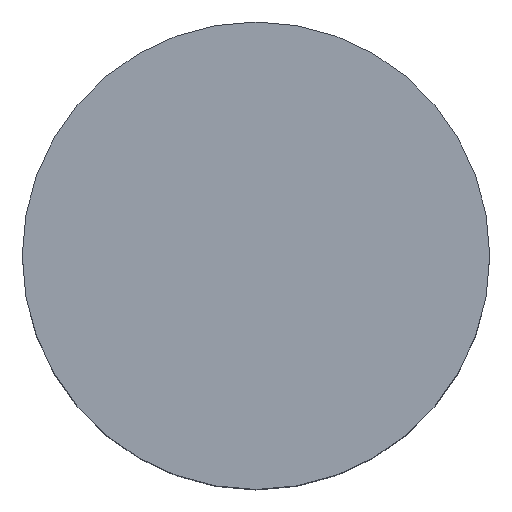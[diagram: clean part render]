
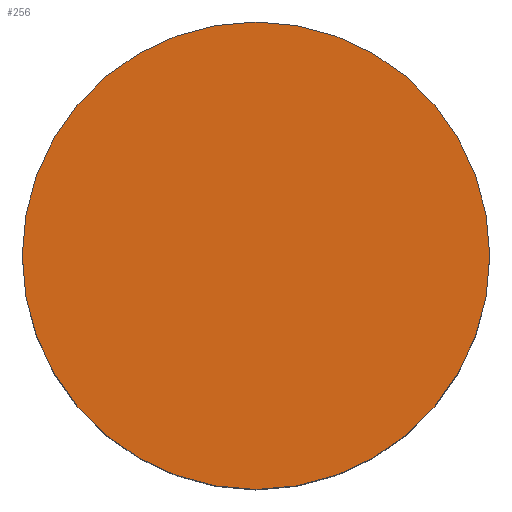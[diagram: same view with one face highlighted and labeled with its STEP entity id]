
A CAD part, top view. The second image highlights one B-rep face of the part: STEP entity #256.
In plain terms, the highlighted planar face has unit normal (0, 0, 1).
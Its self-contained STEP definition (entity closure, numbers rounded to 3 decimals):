
#39 = VERTEX_POINT('',#40);
#40 = CARTESIAN_POINT('',(7.52,0.,6.));
#47 = CYLINDRICAL_SURFACE('',#48,4.6);
#48 = AXIS2_PLACEMENT_3D('',#49,#50,#51);
#49 = CARTESIAN_POINT('',(2.92,0.,0.));
#50 = DIRECTION('',(-0.,-0.,-1.));
#51 = DIRECTION('',(1.,0.,0.));
#59 = CYLINDRICAL_SURFACE('',#60,4.6);
#60 = AXIS2_PLACEMENT_3D('',#61,#62,#63);
#61 = CARTESIAN_POINT('',(2.92,0.,0.));
#62 = DIRECTION('',(-0.,-0.,-1.));
#63 = DIRECTION('',(1.,0.,0.));
#71 = EDGE_CURVE('',#39,#72,#74,.T.);
#72 = VERTEX_POINT('',#73);
#73 = CARTESIAN_POINT('',(-1.68,0.,6.));
#74 = SURFACE_CURVE('',#75,(#80,#87),.PCURVE_S1.);
#75 = CIRCLE('',#76,4.6);
#76 = AXIS2_PLACEMENT_3D('',#77,#78,#79);
#77 = CARTESIAN_POINT('',(2.92,0.,6.));
#78 = DIRECTION('',(0.,0.,1.));
#79 = DIRECTION('',(1.,0.,0.));
#80 = PCURVE('',#47,#81);
#81 = DEFINITIONAL_REPRESENTATION('',(#82),#86);
#82 = LINE('',#83,#84);
#83 = CARTESIAN_POINT('',(-0.,-6.));
#84 = VECTOR('',#85,1.);
#85 = DIRECTION('',(-1.,0.));
#86 = ( GEOMETRIC_REPRESENTATION_CONTEXT(2) 
PARAMETRIC_REPRESENTATION_CONTEXT() REPRESENTATION_CONTEXT('2D SPACE',''
  ) );
#87 = PCURVE('',#88,#93);
#88 = PLANE('',#89);
#89 = AXIS2_PLACEMENT_3D('',#90,#91,#92);
#90 = CARTESIAN_POINT('',(2.92,0.,6.));
#91 = DIRECTION('',(0.,0.,1.));
#92 = DIRECTION('',(1.,0.,0.));
#93 = DEFINITIONAL_REPRESENTATION('',(#94),#98);
#94 = CIRCLE('',#95,4.6);
#95 = AXIS2_PLACEMENT_2D('',#96,#97);
#96 = CARTESIAN_POINT('',(0.,0.));
#97 = DIRECTION('',(1.,0.));
#98 = ( GEOMETRIC_REPRESENTATION_CONTEXT(2) 
PARAMETRIC_REPRESENTATION_CONTEXT() REPRESENTATION_CONTEXT('2D SPACE',''
  ) );
#116 = PLANE('',#117);
#117 = AXIS2_PLACEMENT_3D('',#118,#119,#120);
#118 = CARTESIAN_POINT('',(-1.68,0.,0.));
#119 = DIRECTION('',(0.93,0.367,-0.));
#120 = DIRECTION('',(0.367,-0.93,0.));
#159 = EDGE_CURVE('',#72,#72,#160,.T.);
#160 = SURFACE_CURVE('',#161,(#165,#172),.PCURVE_S1.);
#161 = LINE('',#162,#163);
#162 = CARTESIAN_POINT('',(-1.68,0.,6.));
#163 = VECTOR('',#164,1.);
#164 = DIRECTION('',(0.367,-0.93,0.));
#165 = PCURVE('',#116,#166);
#166 = DEFINITIONAL_REPRESENTATION('',(#167),#171);
#167 = LINE('',#168,#169);
#168 = CARTESIAN_POINT('',(0.,-6.));
#169 = VECTOR('',#170,1.);
#170 = DIRECTION('',(1.,0.));
#171 = ( GEOMETRIC_REPRESENTATION_CONTEXT(2) 
PARAMETRIC_REPRESENTATION_CONTEXT() REPRESENTATION_CONTEXT('2D SPACE',''
  ) );
#172 = PCURVE('',#88,#173);
#173 = DEFINITIONAL_REPRESENTATION('',(#174),#178);
#174 = LINE('',#175,#176);
#175 = CARTESIAN_POINT('',(-4.6,0.));
#176 = VECTOR('',#177,1.);
#177 = DIRECTION('',(0.367,-0.93));
#178 = ( GEOMETRIC_REPRESENTATION_CONTEXT(2) 
PARAMETRIC_REPRESENTATION_CONTEXT() REPRESENTATION_CONTEXT('2D SPACE',''
  ) );
#206 = EDGE_CURVE('',#72,#39,#207,.T.);
#207 = SURFACE_CURVE('',#208,(#213,#220),.PCURVE_S1.);
#208 = CIRCLE('',#209,4.6);
#209 = AXIS2_PLACEMENT_3D('',#210,#211,#212);
#210 = CARTESIAN_POINT('',(2.92,0.,6.));
#211 = DIRECTION('',(0.,0.,1.));
#212 = DIRECTION('',(1.,0.,0.));
#213 = PCURVE('',#59,#214);
#214 = DEFINITIONAL_REPRESENTATION('',(#215),#219);
#215 = LINE('',#216,#217);
#216 = CARTESIAN_POINT('',(-0.,-6.));
#217 = VECTOR('',#218,1.);
#218 = DIRECTION('',(-1.,0.));
#219 = ( GEOMETRIC_REPRESENTATION_CONTEXT(2) 
PARAMETRIC_REPRESENTATION_CONTEXT() REPRESENTATION_CONTEXT('2D SPACE',''
  ) );
#220 = PCURVE('',#88,#221);
#221 = DEFINITIONAL_REPRESENTATION('',(#222),#226);
#222 = CIRCLE('',#223,4.6);
#223 = AXIS2_PLACEMENT_2D('',#224,#225);
#224 = CARTESIAN_POINT('',(0.,0.));
#225 = DIRECTION('',(1.,0.));
#226 = ( GEOMETRIC_REPRESENTATION_CONTEXT(2) 
PARAMETRIC_REPRESENTATION_CONTEXT() REPRESENTATION_CONTEXT('2D SPACE',''
  ) );
#256 = ADVANCED_FACE('',(#257),#88,.T.);
#257 = FACE_BOUND('',#258,.T.);
#258 = EDGE_LOOP('',(#259,#260,#261));
#259 = ORIENTED_EDGE('',*,*,#71,.T.);
#260 = ORIENTED_EDGE('',*,*,#159,.T.);
#261 = ORIENTED_EDGE('',*,*,#206,.T.);
